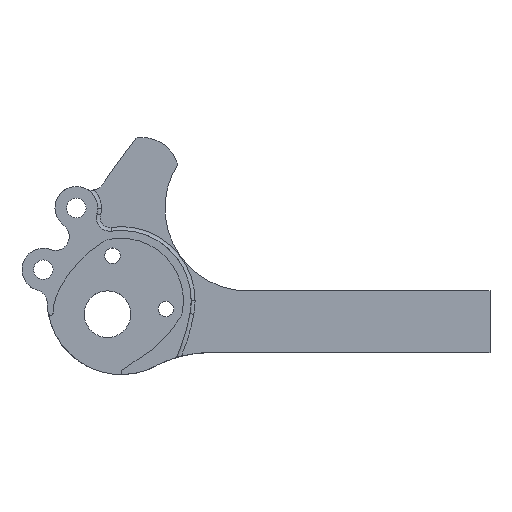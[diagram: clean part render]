
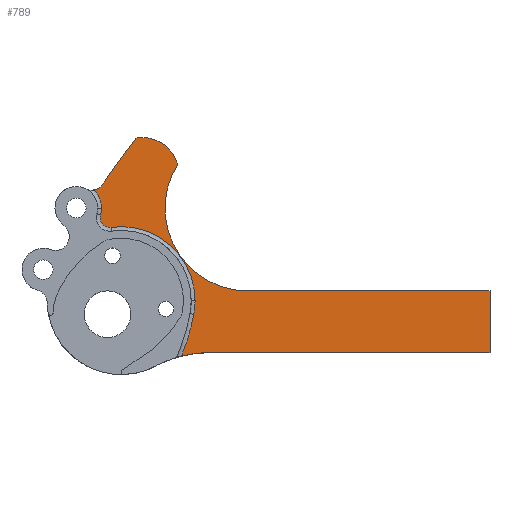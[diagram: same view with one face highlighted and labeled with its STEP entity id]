
A CAD part, top view. The second image highlights one B-rep face of the part: STEP entity #789.
In plain terms, the highlighted planar face has unit normal (0, 0, 1).
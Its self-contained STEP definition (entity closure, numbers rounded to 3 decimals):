
#6 = ORIENTED_EDGE ( 'NONE', *, *, #1341, .F. ) ;
#40 = VERTEX_POINT ( 'NONE', #974 ) ;
#52 = ORIENTED_EDGE ( 'NONE', *, *, #1645, .F. ) ;
#80 = VERTEX_POINT ( 'NONE', #860 ) ;
#93 = CARTESIAN_POINT ( 'NONE',  ( 26.386, -39.906, 0. ) ) ;
#97 = ORIENTED_EDGE ( 'NONE', *, *, #1396, .T. ) ;
#99 = LINE ( 'NONE', #2188, #1364 ) ;
#108 = DIRECTION ( 'NONE',  ( 1., 0., 0. ) ) ;
#143 = VERTEX_POINT ( 'NONE', #226 ) ;
#192 = CARTESIAN_POINT ( 'NONE',  ( 7.293, 45.365, 0. ) ) ;
#223 = ORIENTED_EDGE ( 'NONE', *, *, #1786, .T. ) ;
#226 = CARTESIAN_POINT ( 'NONE',  ( -1.186, 33.505, 0. ) ) ;
#230 = ORIENTED_EDGE ( 'NONE', *, *, #1277, .F. ) ;
#251 = CARTESIAN_POINT ( 'NONE',  ( 0., 5.969, 0. ) ) ;
#259 = AXIS2_PLACEMENT_3D ( 'NONE', #2077, #621, #1899 ) ;
#271 = CARTESIAN_POINT ( 'NONE',  ( 0.961, 22.383, 0. ) ) ;
#277 = LINE ( 'NONE', #251, #972 ) ;
#299 = CARTESIAN_POINT ( 'NONE',  ( 98.507, -9.906, 0. ) ) ;
#328 = EDGE_LOOP ( 'NONE', ( #1862, #498, #861, #97, #2266, #425, #1748, #223, #1294, #230, #1151, #993, #6, #52 ) ) ;
#329 = CARTESIAN_POINT ( 'NONE',  ( -8.026, 27.334, 0. ) ) ;
#367 = DIRECTION ( 'NONE',  ( 0., 0., -1. ) ) ;
#389 = EDGE_CURVE ( 'NONE', #80, #843, #1449, .T. ) ;
#390 = DIRECTION ( 'NONE',  ( 0., 0., -1. ) ) ;
#425 = ORIENTED_EDGE ( 'NONE', *, *, #1633, .T. ) ;
#430 = CARTESIAN_POINT ( 'NONE',  ( 22.554, 3.504, 0. ) ) ;
#435 = CARTESIAN_POINT ( 'NONE',  ( 3.504, 3.504, 0. ) ) ;
#437 = CARTESIAN_POINT ( 'NONE',  ( 36.17, 27.32, 0. ) ) ;
#451 = DIRECTION ( 'NONE',  ( 1., 0., 0. ) ) ;
#458 = VERTEX_POINT ( 'NONE', #1761 ) ;
#465 = VERTEX_POINT ( 'NONE', #192 ) ;
#471 = AXIS2_PLACEMENT_3D ( 'NONE', #549, #367, #1092 ) ;
#472 = CIRCLE ( 'NONE', #649, 6.5 ) ;
#479 = DIRECTION ( 'NONE',  ( 1., 0., 0. ) ) ;
#483 = CIRCLE ( 'NONE', #1467, 30. ) ;
#491 = EDGE_CURVE ( 'NONE', #493, #1526, #277, .T. ) ;
#493 = VERTEX_POINT ( 'NONE', #2219 ) ;
#498 = ORIENTED_EDGE ( 'NONE', *, *, #763, .T. ) ;
#510 = FACE_OUTER_BOUND ( 'NONE', #328, .T. ) ;
#544 = DIRECTION ( 'NONE',  ( 0., 0., -1. ) ) ;
#549 = CARTESIAN_POINT ( 'NONE',  ( -8.026, 27.334, 0. ) ) ;
#553 = DIRECTION ( 'NONE',  ( 0., 0., 1. ) ) ;
#567 = VERTEX_POINT ( 'NONE', #1601 ) ;
#586 = DIRECTION ( 'NONE',  ( 0., 0., -1. ) ) ;
#602 = CIRCLE ( 'NONE', #1182, 3.5 ) ;
#613 = CIRCLE ( 'NONE', #1788, 56.456 ) ;
#621 = DIRECTION ( 'NONE',  ( 0., 0., 1. ) ) ;
#649 = AXIS2_PLACEMENT_3D ( 'NONE', #329, #1191, #451 ) ;
#666 = VERTEX_POINT ( 'NONE', #271 ) ;
#692 = VERTEX_POINT ( 'NONE', #1961 ) ;
#699 = VERTEX_POINT ( 'NONE', #430 ) ;
#740 = AXIS2_PLACEMENT_3D ( 'NONE', #437, #553, #1959 ) ;
#763 = EDGE_CURVE ( 'NONE', #1609, #80, #472, .T. ) ;
#778 = AXIS2_PLACEMENT_3D ( 'NONE', #1397, #544, #1083 ) ;
#789 = ADVANCED_FACE ( 'NONE', ( #510 ), #1352, .T. ) ;
#795 = DIRECTION ( 'NONE',  ( 0., -1., 0. ) ) ;
#806 = CARTESIAN_POINT ( 'NONE',  ( 0., -9.906, 0. ) ) ;
#808 = EDGE_CURVE ( 'NONE', #458, #1441, #1366, .T. ) ;
#822 = CIRCLE ( 'NONE', #932, 19.05 ) ;
#843 = VERTEX_POINT ( 'NONE', #1749 ) ;
#860 = CARTESIAN_POINT ( 'NONE',  ( -1.526, 27.334, 0. ) ) ;
#861 = ORIENTED_EDGE ( 'NONE', *, *, #389, .T. ) ;
#889 = AXIS2_PLACEMENT_3D ( 'NONE', #2062, #1358, #479 ) ;
#906 = CIRCLE ( 'NONE', #889, 2.5 ) ;
#932 = AXIS2_PLACEMENT_3D ( 'NONE', #435, #390, #2181 ) ;
#933 = CARTESIAN_POINT ( 'NONE',  ( 8.916, 35.979, 0. ) ) ;
#966 = DIRECTION ( 'NONE',  ( 0., 0., -1. ) ) ;
#972 = VECTOR ( 'NONE', #2041, 1000. ) ;
#974 = CARTESIAN_POINT ( 'NONE',  ( 22.22, -0.045, 0. ) ) ;
#993 = ORIENTED_EDGE ( 'NONE', *, *, #1787, .F. ) ;
#1059 = CARTESIAN_POINT ( 'NONE',  ( 3.504, 3.504, 0. ) ) ;
#1083 = DIRECTION ( 'NONE',  ( 1., 0., 0. ) ) ;
#1092 = DIRECTION ( 'NONE',  ( 1., 0., 0. ) ) ;
#1109 = DIRECTION ( 'NONE',  ( 1., 0., 0. ) ) ;
#1151 = ORIENTED_EDGE ( 'NONE', *, *, #491, .T. ) ;
#1182 = AXIS2_PLACEMENT_3D ( 'NONE', #1837, #1634, #2142 ) ;
#1191 = DIRECTION ( 'NONE',  ( 0., 0., -1. ) ) ;
#1215 = DIRECTION ( 'NONE',  ( 0., 0., -1. ) ) ;
#1277 = EDGE_CURVE ( 'NONE', #493, #1441, #99, .T. ) ;
#1294 = ORIENTED_EDGE ( 'NONE', *, *, #808, .T. ) ;
#1330 = AXIS2_PLACEMENT_3D ( 'NONE', #933, #966, #1641 ) ;
#1341 = EDGE_CURVE ( 'NONE', #465, #567, #1866, .T. ) ;
#1346 = CIRCLE ( 'NONE', #740, 21.351 ) ;
#1347 = EDGE_CURVE ( 'NONE', #40, #692, #613, .T. ) ;
#1352 = PLANE ( 'NONE',  #259 ) ;
#1358 = DIRECTION ( 'NONE',  ( 0., 0., 1. ) ) ;
#1364 = VECTOR ( 'NONE', #795, 1000. ) ;
#1366 = LINE ( 'NONE', #806, #2082 ) ;
#1387 = CIRCLE ( 'NONE', #1656, 19.05 ) ;
#1396 = EDGE_CURVE ( 'NONE', #843, #666, #906, .T. ) ;
#1397 = CARTESIAN_POINT ( 'NONE',  ( 165.65, -76.795, 0. ) ) ;
#1441 = VERTEX_POINT ( 'NONE', #299 ) ;
#1449 = CIRCLE ( 'NONE', #471, 6.5 ) ;
#1467 = AXIS2_PLACEMENT_3D ( 'NONE', #93, #2198, #2144 ) ;
#1526 = VERTEX_POINT ( 'NONE', #1904 ) ;
#1601 = CARTESIAN_POINT ( 'NONE',  ( 18.063, 38.635, 0. ) ) ;
#1609 = VERTEX_POINT ( 'NONE', #2268 ) ;
#1633 = EDGE_CURVE ( 'NONE', #699, #40, #1387, .T. ) ;
#1634 = DIRECTION ( 'NONE',  ( 0., 0., -1. ) ) ;
#1641 = DIRECTION ( 'NONE',  ( 1., 0., 0. ) ) ;
#1645 = EDGE_CURVE ( 'NONE', #143, #465, #1811, .T. ) ;
#1656 = AXIS2_PLACEMENT_3D ( 'NONE', #1059, #1215, #1924 ) ;
#1748 = ORIENTED_EDGE ( 'NONE', *, *, #1347, .T. ) ;
#1749 = CARTESIAN_POINT ( 'NONE',  ( -1.777, 25.548, 0. ) ) ;
#1761 = CARTESIAN_POINT ( 'NONE',  ( 26.386, -9.906, 0. ) ) ;
#1786 = EDGE_CURVE ( 'NONE', #692, #458, #483, .T. ) ;
#1787 = EDGE_CURVE ( 'NONE', #567, #1526, #1346, .T. ) ;
#1788 = AXIS2_PLACEMENT_3D ( 'NONE', #2165, #586, #1109 ) ;
#1811 = CIRCLE ( 'NONE', #778, 200. ) ;
#1837 = CARTESIAN_POINT ( 'NONE',  ( -4.105, 35.435, 0. ) ) ;
#1862 = ORIENTED_EDGE ( 'NONE', *, *, #2087, .T. ) ;
#1866 = CIRCLE ( 'NONE', #1330, 9.525 ) ;
#1899 = DIRECTION ( 'NONE',  ( 1., 0., 0. ) ) ;
#1904 = CARTESIAN_POINT ( 'NONE',  ( 36.17, 5.969, 0. ) ) ;
#1924 = DIRECTION ( 'NONE',  ( 1., 0., 0. ) ) ;
#1959 = DIRECTION ( 'NONE',  ( 1., 0., 0. ) ) ;
#1961 = CARTESIAN_POINT ( 'NONE',  ( 19.04, -10.819, 0. ) ) ;
#2041 = DIRECTION ( 'NONE',  ( -1., 0., 0. ) ) ;
#2062 = CARTESIAN_POINT ( 'NONE',  ( 0.627, 24.861, 0. ) ) ;
#2077 = CARTESIAN_POINT ( 'NONE',  ( 0., 0., 0. ) ) ;
#2082 = VECTOR ( 'NONE', #108, 1000. ) ;
#2087 = EDGE_CURVE ( 'NONE', #143, #1609, #602, .T. ) ;
#2116 = EDGE_CURVE ( 'NONE', #666, #699, #822, .T. ) ;
#2142 = DIRECTION ( 'NONE',  ( 1., 0., 0. ) ) ;
#2144 = DIRECTION ( 'NONE',  ( 1., 0., 0. ) ) ;
#2165 = CARTESIAN_POINT ( 'NONE',  ( -33.247, 10.471, 0. ) ) ;
#2181 = DIRECTION ( 'NONE',  ( 1., 0., 0. ) ) ;
#2188 = CARTESIAN_POINT ( 'NONE',  ( 98.507, 0., 0. ) ) ;
#2198 = DIRECTION ( 'NONE',  ( 0., 0., -1. ) ) ;
#2219 = CARTESIAN_POINT ( 'NONE',  ( 98.507, 5.969, 0. ) ) ;
#2266 = ORIENTED_EDGE ( 'NONE', *, *, #2116, .T. ) ;
#2268 = CARTESIAN_POINT ( 'NONE',  ( -3.49, 31.989, 0. ) ) ;
